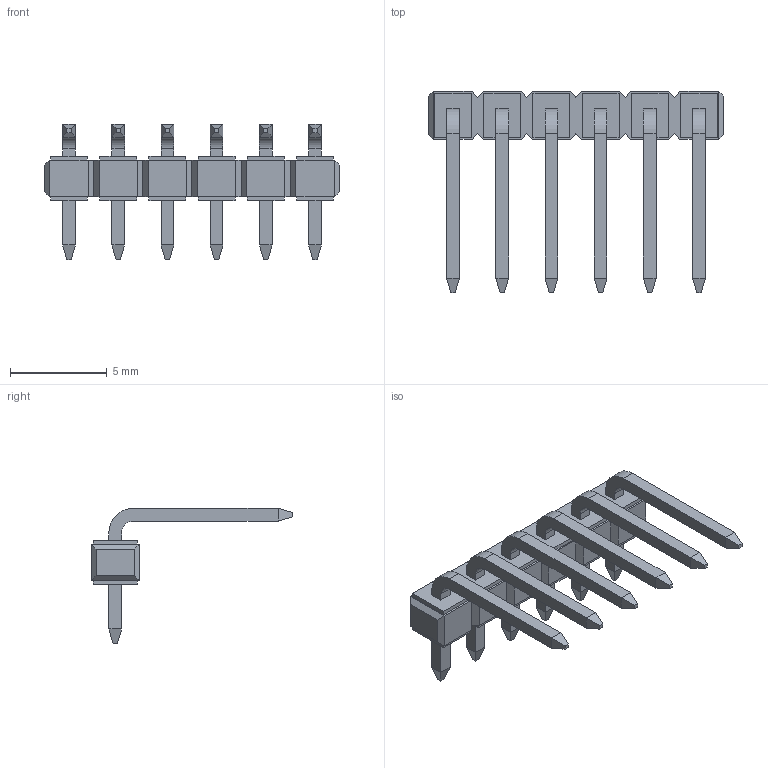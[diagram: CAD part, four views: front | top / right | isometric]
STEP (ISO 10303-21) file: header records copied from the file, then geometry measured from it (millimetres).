
FILE_DESCRIPTION(('STEP AP242'),'1');
FILE_NAME('0022286060.stp','2024-12-26T17:17:50',('TraceParts'),('TraceParts S.A.'),'Spatial InterOp 3D',' ',' ');
FILE_SCHEMA(('AP242_MANAGED_MODEL_BASED_3D_ENGINEERING_MIM_LF {1 0 10303 442 1 1 4}'));
Length unit declared in the file: millimetre
Products named in the file (1): 0022286060
Bounding box: 15.24 x 10.41 x 6.99 mm (x, y, z)
Volume: 112.1 mm3; surface area: 360.3 mm2
Topology: 1 solids, 1 shells, 236 faces, 574 edges, 364 vertices
Faces by surface type: plane 224, cylinder 12
Entity records: 6739 total; most frequent: CARTESIAN_POINT 1175, ORIENTED_EDGE 1148, DIRECTION 1072, EDGE_CURVE 574, LINE 550, VECTOR 550, VERTEX_POINT 364, AXIS2_PLACEMENT_3D 261
